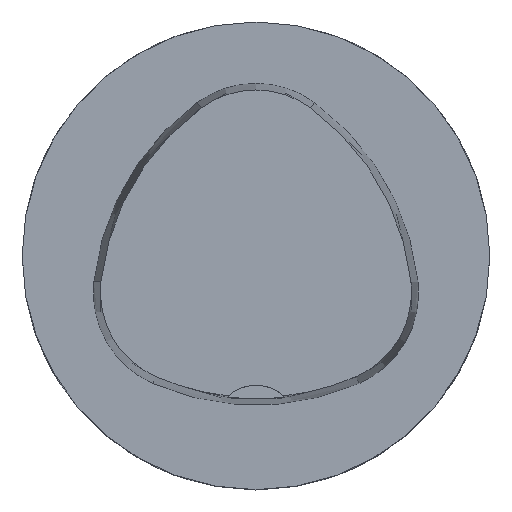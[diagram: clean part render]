
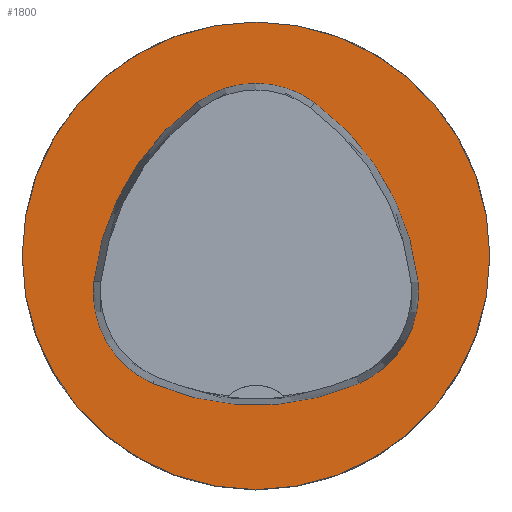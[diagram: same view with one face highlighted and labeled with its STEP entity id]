
A CAD part, top view. The second image highlights one B-rep face of the part: STEP entity #1800.
In plain terms, the highlighted planar face has unit normal (0, 0, 1).
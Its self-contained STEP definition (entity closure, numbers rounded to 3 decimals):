
#513=PLANE('',#9906);
#1800=ADVANCED_FACE('',(#3375,#3376),#513,.T.);
#3375=FACE_BOUND('',#4024,.T.);
#3376=FACE_BOUND('',#4025,.T.);
#4024=EDGE_LOOP('',(#6342,#6343,#6344,#6345,#6346,#6347));
#4025=EDGE_LOOP('',(#6348));
#6342=ORIENTED_EDGE('',*,*,#8435,.T.);
#6343=ORIENTED_EDGE('',*,*,#8415,.T.);
#6344=ORIENTED_EDGE('',*,*,#8419,.T.);
#6345=ORIENTED_EDGE('',*,*,#8422,.T.);
#6346=ORIENTED_EDGE('',*,*,#8425,.T.);
#6347=ORIENTED_EDGE('',*,*,#8433,.T.);
#6348=ORIENTED_EDGE('',*,*,#7291,.F.);
#6436=VERTEX_POINT('',#12562);
#7251=VERTEX_POINT('',#44733);
#7252=VERTEX_POINT('',#44734);
#7255=VERTEX_POINT('',#44742);
#7257=VERTEX_POINT('',#44748);
#7259=VERTEX_POINT('',#44754);
#7266=VERTEX_POINT('',#44775);
#7291=EDGE_CURVE('',#6436,#6436,#8468,.T.);
#8415=EDGE_CURVE('',#7251,#7252,#8672,.T.);
#8419=EDGE_CURVE('',#7252,#7255,#8674,.T.);
#8422=EDGE_CURVE('',#7255,#7257,#8676,.T.);
#8425=EDGE_CURVE('',#7257,#7259,#8678,.T.);
#8433=EDGE_CURVE('',#7259,#7266,#8682,.T.);
#8435=EDGE_CURVE('',#7266,#7251,#8684,.T.);
#8468=CIRCLE('',#8900,40.);
#8672=CIRCLE('',#9884,44.);
#8674=CIRCLE('',#9887,17.);
#8676=CIRCLE('',#9890,44.);
#8678=CIRCLE('',#9893,17.);
#8682=CIRCLE('',#9898,44.);
#8684=CIRCLE('',#9901,17.);
#8900=AXIS2_PLACEMENT_3D('',#12561,#10002,#10003);
#9884=AXIS2_PLACEMENT_3D('',#44732,#12358,#12359);
#9887=AXIS2_PLACEMENT_3D('',#44741,#12366,#12367);
#9890=AXIS2_PLACEMENT_3D('',#44747,#12373,#12374);
#9893=AXIS2_PLACEMENT_3D('',#44753,#12380,#12381);
#9898=AXIS2_PLACEMENT_3D('',#44776,#12392,#12393);
#9901=AXIS2_PLACEMENT_3D('',#44779,#12398,#12399);
#9906=AXIS2_PLACEMENT_3D('',#44784,#12408,#12409);
#10002=DIRECTION('',(0.,0.,-1.));
#10003=DIRECTION('',(-1.,0.,0.));
#12358=DIRECTION('',(0.,0.,-1.));
#12359=DIRECTION('',(-1.,0.,0.));
#12366=DIRECTION('',(0.,0.,-1.));
#12367=DIRECTION('',(-1.,0.,0.));
#12373=DIRECTION('',(0.,0.,-1.));
#12374=DIRECTION('',(-1.,0.,0.));
#12380=DIRECTION('',(0.,0.,-1.));
#12381=DIRECTION('',(-1.,0.,0.));
#12392=DIRECTION('',(0.,0.,-1.));
#12393=DIRECTION('',(-1.,0.,0.));
#12398=DIRECTION('',(0.,0.,-1.));
#12399=DIRECTION('',(-1.,0.,0.));
#12408=DIRECTION('',(0.,0.,1.));
#12409=DIRECTION('',(1.,0.,0.));
#12561=CARTESIAN_POINT('',(0.,0.,0.));
#12562=CARTESIAN_POINT('',(-40.,0.,0.));
#44732=CARTESIAN_POINT('',(16.01,-9.224,0.));
#44733=CARTESIAN_POINT('',(-27.722,-4.378,0.));
#44734=CARTESIAN_POINT('',(-10.119,26.178,0.));
#44741=CARTESIAN_POINT('',(-0.023,12.5,0.));
#44742=CARTESIAN_POINT('',(10.049,26.194,0.));
#44747=CARTESIAN_POINT('',(-16.021,-9.25,0.));
#44748=CARTESIAN_POINT('',(27.71,-4.394,0.));
#44753=CARTESIAN_POINT('',(10.814,-6.27,0.));
#44754=CARTESIAN_POINT('',(17.611,-21.852,0.));
#44775=CARTESIAN_POINT('',(-17.652,-21.819,0.));
#44776=CARTESIAN_POINT('',(0.017,18.477,0.));
#44779=CARTESIAN_POINT('',(-10.825,-6.25,0.));
#44784=CARTESIAN_POINT('',(0.,0.,0.));
